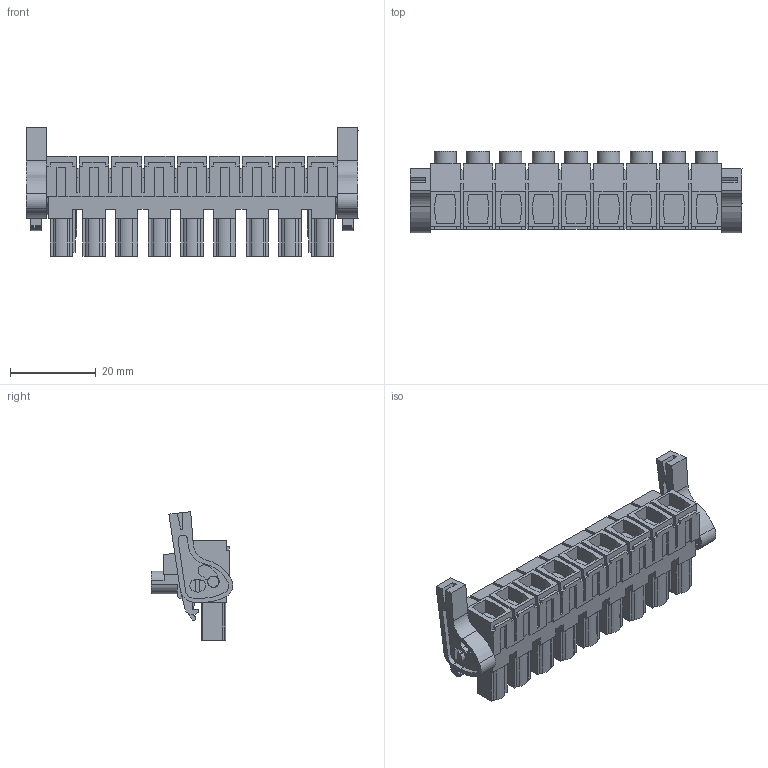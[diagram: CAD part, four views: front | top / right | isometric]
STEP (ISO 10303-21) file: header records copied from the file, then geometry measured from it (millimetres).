
FILE_DESCRIPTION(('CATIA V5 STEP Exchange','CAx-IF Rec.Pracs.--- Model Styling and Organization---1.2---2011-12-15'),'2;1');
FILE_NAME ('D1449560_0', '2017-06-08T09:18:21+00:00', ('none'), ('Weidmueller'), 'CATIA Version 5-6 Release 2014', 'CATIA V5 STEP AP214', 'none');
FILE_SCHEMA(('AUTOMOTIVE_DESIGN { 1 0 10303 214 1 1 1 1 }'));
Length unit declared in the file: millimetre
Products named in the file (1): 1164910000
Bounding box: 77.46 x 19.05 x 30.02 mm (x, y, z)
Volume: 13717.1 mm3; surface area: 11721.8 mm2
Topology: 12 solids, 12 shells, 1063 faces, 3067 edges, 2074 vertices
Faces by surface type: plane 818, cylinder 243, extrusion 2
Entity records: 33440 total; most frequent: ORIENTED_EDGE 6134, CARTESIAN_POINT 5927, DIRECTION 4402, EDGE_CURVE 3067, VECTOR 2505, LINE 2503, VERTEX_POINT 2074, AXIS2_PLACEMENT_3D 1224
